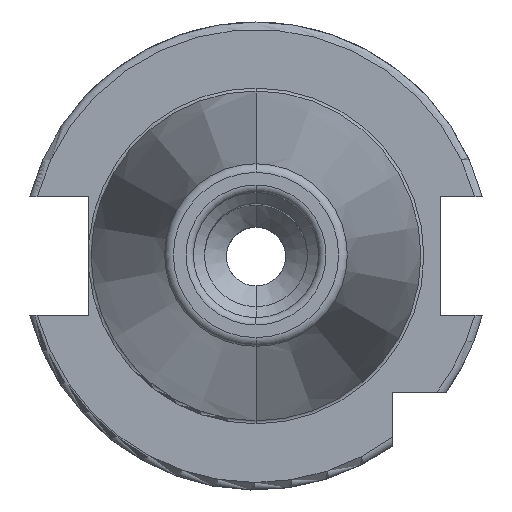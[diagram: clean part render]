
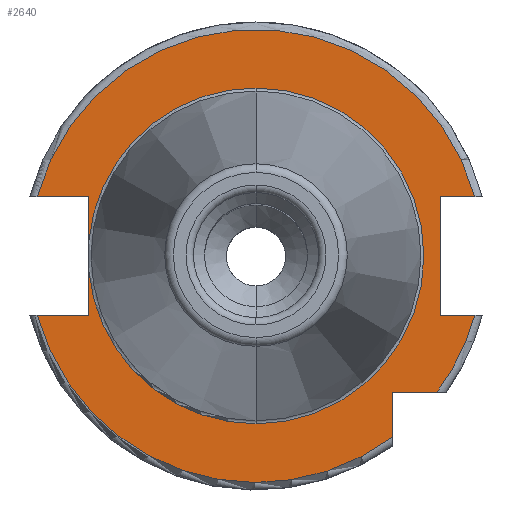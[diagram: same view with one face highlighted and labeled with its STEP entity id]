
A CAD part, top view. The second image highlights one B-rep face of the part: STEP entity #2640.
In plain terms, the highlighted planar face has unit normal (0, 0, 1).
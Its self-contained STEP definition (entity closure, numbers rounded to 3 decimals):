
#635=CARTESIAN_POINT('',(0,0,15.9));
#636=DIRECTION('',(0,0,1));
#637=DIRECTION('',(0.965,0.262,0));
#638=AXIS2_PLACEMENT_3D('',#635,#636,#637);
#686=CARTESIAN_POINT('',(0,0,15.9));
#687=DIRECTION('',(0,0,1));
#688=DIRECTION('',(-0.965,-0.262,0));
#689=AXIS2_PLACEMENT_3D('',#686,#687,#688);
#702=DIRECTION('',(1,0,0));
#703=VECTOR('',#702,7.004);
#704=CARTESIAN_POINT('',(-29.704,-8.05,15.9));
#705=LINE('',#704,#703);
#706=DIRECTION('',(0,1,0));
#707=VECTOR('',#706,5.917);
#708=CARTESIAN_POINT('',(-22.7,-8.05,15.9));
#709=LINE('',#708,#707);
#710=DIRECTION('',(0,1,0));
#711=VECTOR('',#710,5.917);
#712=CARTESIAN_POINT('',(-22.7,2.133,15.9));
#713=LINE('',#712,#711);
#714=DIRECTION('',(1,0,0));
#715=VECTOR('',#714,7.004);
#716=CARTESIAN_POINT('',(-29.704,8.05,15.9));
#717=LINE('',#716,#715);
#718=DIRECTION('',(-1,0,0));
#719=VECTOR('',#718,4.704);
#720=CARTESIAN_POINT('',(29.704,8.05,15.9));
#721=LINE('',#720,#719);
#722=DIRECTION('',(0,-1,0));
#723=VECTOR('',#722,16.1);
#724=CARTESIAN_POINT('',(25,8.05,15.9));
#725=LINE('',#724,#723);
#726=DIRECTION('',(-1,0,0));
#727=VECTOR('',#726,4.704);
#728=CARTESIAN_POINT('',(29.704,-8.05,15.9));
#729=LINE('',#728,#727);
#730=CARTESIAN_POINT('',(0,0,15.9));
#731=DIRECTION('',(0,0,1));
#732=DIRECTION('',(0.799,-0.601,0));
#733=AXIS2_PLACEMENT_3D('',#730,#731,#732);
#735=DIRECTION('',(-1,0,0));
#736=VECTOR('',#735,6.094);
#737=CARTESIAN_POINT('',(24.594,-18.5,15.9));
#738=LINE('',#737,#736);
#739=DIRECTION('',(0,1,0));
#740=VECTOR('',#739,6.094);
#741=CARTESIAN_POINT('',(18.5,-24.594,15.9));
#742=LINE('',#741,#740);
#753=CARTESIAN_POINT('',(0,0,15.9));
#754=DIRECTION('',(0,0,1));
#755=DIRECTION('',(0,1,0));
#756=AXIS2_PLACEMENT_3D('',#753,#754,#755);
#768=CARTESIAN_POINT('',(0,0,15.9));
#769=DIRECTION('',(0,0,1));
#770=DIRECTION('',(-0.996,-0.094,0));
#771=AXIS2_PLACEMENT_3D('',#768,#769,#770);
#773=CARTESIAN_POINT('',(0,0,15.9));
#774=DIRECTION('',(0,0,-1));
#775=DIRECTION('',(0,1,0));
#776=AXIS2_PLACEMENT_3D('',#773,#774,#775);
#1614=CARTESIAN_POINT('',(0,22.8,15.9));
#1616=VERTEX_POINT('',#1614);
#1636=CARTESIAN_POINT('',(0,-22.8,15.9));
#1638=VERTEX_POINT('',#1636);
#1784=CARTESIAN_POINT('',(-29.704,-8.05,15.9));
#1785=CARTESIAN_POINT('',(-22.7,-8.05,15.9));
#1786=VERTEX_POINT('',#1784);
#1787=VERTEX_POINT('',#1785);
#1788=CARTESIAN_POINT('',(-22.7,-2.133,15.9));
#1789=VERTEX_POINT('',#1788);
#1790=CARTESIAN_POINT('',(-22.7,2.133,15.9));
#1791=CARTESIAN_POINT('',(-22.7,8.05,15.9));
#1792=VERTEX_POINT('',#1790);
#1793=VERTEX_POINT('',#1791);
#1794=CARTESIAN_POINT('',(-29.704,8.05,15.9));
#1795=VERTEX_POINT('',#1794);
#1796=CARTESIAN_POINT('',(25,8.05,15.9));
#1797=CARTESIAN_POINT('',(25,-8.05,15.9));
#1798=VERTEX_POINT('',#1796);
#1799=VERTEX_POINT('',#1797);
#1800=CARTESIAN_POINT('',(29.704,-8.05,15.9));
#1801=VERTEX_POINT('',#1800);
#1802=CARTESIAN_POINT('',(29.704,8.05,15.9));
#1803=VERTEX_POINT('',#1802);
#1804=CARTESIAN_POINT('',(18.5,-24.594,15.9));
#1805=CARTESIAN_POINT('',(18.5,-18.5,15.9));
#1806=VERTEX_POINT('',#1804);
#1807=VERTEX_POINT('',#1805);
#1808=CARTESIAN_POINT('',(24.594,-18.5,15.9));
#1809=VERTEX_POINT('',#1808);
#2613=CARTESIAN_POINT('',(0,0,15.9));
#2614=DIRECTION('',(0,0,-1));
#2615=DIRECTION('',(0,-1,0));
#2616=AXIS2_PLACEMENT_3D('',#2613,#2614,#2615);
#2617=PLANE('',#2616);
#2618=ORIENTED_EDGE('',*,*,#2072,.T.);
#2619=ORIENTED_EDGE('',*,*,#2110,.T.);
#2621=ORIENTED_EDGE('',*,*,#2620,.T.);
#2623=ORIENTED_EDGE('',*,*,#2622,.F.);
#2625=ORIENTED_EDGE('',*,*,#2624,.T.);
#2626=ORIENTED_EDGE('',*,*,#2106,.T.);
#2627=ORIENTED_EDGE('',*,*,#2143,.F.);
#2628=ORIENTED_EDGE('',*,*,#2591,.F.);
#2630=ORIENTED_EDGE('',*,*,#2629,.T.);
#2632=ORIENTED_EDGE('',*,*,#2631,.T.);
#2633=ORIENTED_EDGE('',*,*,#2022,.F.);
#2634=ORIENTED_EDGE('',*,*,#2581,.F.);
#2635=ORIENTED_EDGE('',*,*,#2196,.T.);
#2636=ORIENTED_EDGE('',*,*,#2247,.F.);
#2637=ORIENTED_EDGE('',*,*,#2607,.F.);
#2638=EDGE_LOOP('',(#2618,#2619,#2621,#2623,#2625,#2626,#2627,#2628,#2630,#2632,
#2633,#2634,#2635,#2636,#2637));
#2639=FACE_OUTER_BOUND('',#2638,.F.);
#2640=ADVANCED_FACE('',(#2639),#2617,.F.);
#639=CIRCLE('',#638,30.775);
#690=CIRCLE('',#689,30.775);
#734=CIRCLE('',#733,30.775);
#757=CIRCLE('',#756,22.8);
#772=CIRCLE('',#771,22.8);
#777=CIRCLE('',#776,22.8);
#2022=EDGE_CURVE('',#1801,#1799,#729,.T.);
#2072=EDGE_CURVE('',#1786,#1787,#705,.T.);
#2106=EDGE_CURVE('',#1792,#1793,#713,.T.);
#2110=EDGE_CURVE('',#1787,#1789,#709,.T.);
#2143=EDGE_CURVE('',#1795,#1793,#717,.T.);
#2196=EDGE_CURVE('',#1809,#1807,#738,.T.);
#2247=EDGE_CURVE('',#1806,#1807,#742,.T.);
#2581=EDGE_CURVE('',#1809,#1801,#734,.T.);
#2591=EDGE_CURVE('',#1803,#1795,#639,.T.);
#2607=EDGE_CURVE('',#1786,#1806,#690,.T.);
#2620=EDGE_CURVE('',#1789,#1638,#772,.T.);
#2622=EDGE_CURVE('',#1616,#1638,#777,.T.);
#2624=EDGE_CURVE('',#1616,#1792,#757,.T.);
#2629=EDGE_CURVE('',#1803,#1798,#721,.T.);
#2631=EDGE_CURVE('',#1798,#1799,#725,.T.);
